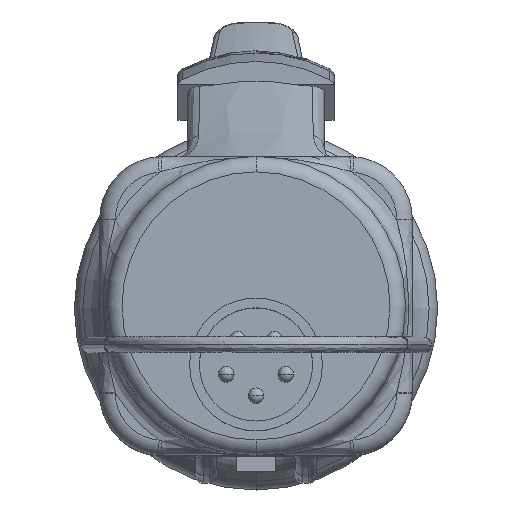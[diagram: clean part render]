
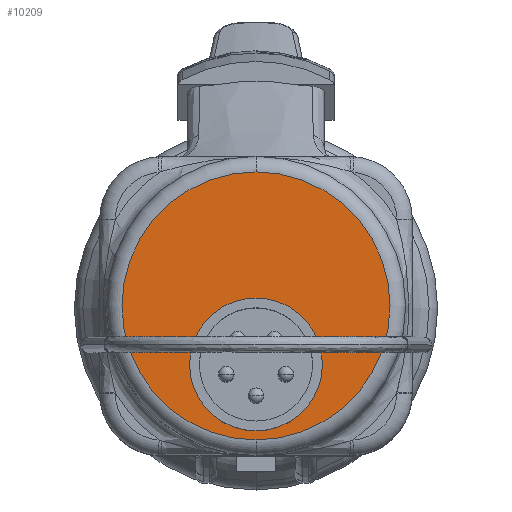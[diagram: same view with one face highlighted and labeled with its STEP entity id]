
A CAD part, top view. The second image highlights one B-rep face of the part: STEP entity #10209.
In plain terms, the highlighted planar face has unit normal (0, 0, 1).
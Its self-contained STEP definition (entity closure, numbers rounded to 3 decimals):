
#3731=CARTESIAN_POINT('',(0.,0.,184.7));
#3732=DIRECTION('',(0.,0.,1.));
#3733=DIRECTION('',(0.,1.,0.));
#3734=AXIS2_PLACEMENT_3D('',#3731,#3732,#3733);
#3739=CARTESIAN_POINT('',(0.,0.,184.7));
#3740=DIRECTION('',(0.,0.,1.));
#3741=DIRECTION('',(0.,-1.,0.));
#3742=AXIS2_PLACEMENT_3D('',#3739,#3740,#3741);
#3747=CARTESIAN_POINT('',(0.,-7.5,184.7));
#3748=DIRECTION('',(0.,0.,1.));
#3749=DIRECTION('',(0.,1.,0.));
#3750=AXIS2_PLACEMENT_3D('',#3747,#3748,#3749);
#3755=CARTESIAN_POINT('',(0.,-7.5,184.7));
#3756=DIRECTION('',(0.,0.,1.));
#3757=DIRECTION('',(0.,-1.,0.));
#3758=AXIS2_PLACEMENT_3D('',#3755,#3756,#3757);
#5101=CARTESIAN_POINT('',(0.,1.,184.7));
#5102=CARTESIAN_POINT('',(0.,-16.,184.7));
#5103=VERTEX_POINT('',#5101);
#5104=VERTEX_POINT('',#5102);
#5440=CARTESIAN_POINT('',(0.,17.15,184.7));
#5441=CARTESIAN_POINT('',(0.,-17.15,184.7));
#5442=VERTEX_POINT('',#5440);
#5443=VERTEX_POINT('',#5441);
#10193=CARTESIAN_POINT('',(0.,0.,184.7));
#10194=DIRECTION('',(0.,0.,-1.));
#10195=DIRECTION('',(0.,-1.,0.));
#10196=AXIS2_PLACEMENT_3D('',#10193,#10194,#10195);
#10197=PLANE('',#10196);
#10198=ORIENTED_EDGE('',*,*,#10183,.F.);
#10200=ORIENTED_EDGE('',*,*,#10199,.F.);
#10201=EDGE_LOOP('',(#10198,#10200));
#10202=FACE_OUTER_BOUND('',#10201,.F.);
#10204=ORIENTED_EDGE('',*,*,#10203,.T.);
#10206=ORIENTED_EDGE('',*,*,#10205,.T.);
#10207=EDGE_LOOP('',(#10204,#10206));
#10208=FACE_BOUND('',#10207,.F.);
#10209=ADVANCED_FACE('',(#10202,#10208),#10197,.F.);
#3735=CIRCLE('',#3734,17.15);
#3743=CIRCLE('',#3742,17.15);
#3751=CIRCLE('',#3750,8.5);
#3759=CIRCLE('',#3758,8.5);
#10183=EDGE_CURVE('',#5442,#5443,#3735,.T.);
#10199=EDGE_CURVE('',#5443,#5442,#3743,.T.);
#10203=EDGE_CURVE('',#5103,#5104,#3751,.T.);
#10205=EDGE_CURVE('',#5104,#5103,#3759,.T.);
